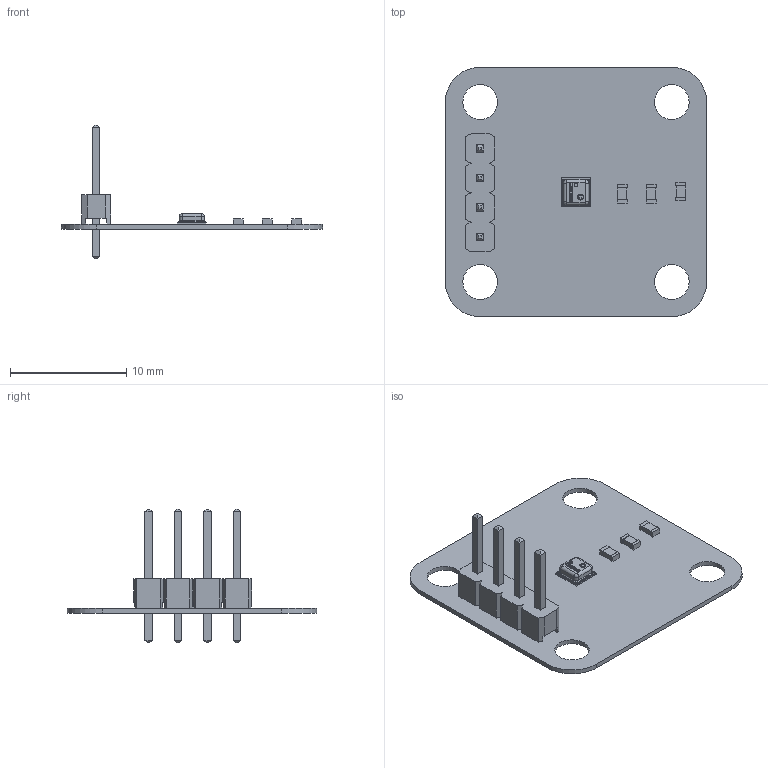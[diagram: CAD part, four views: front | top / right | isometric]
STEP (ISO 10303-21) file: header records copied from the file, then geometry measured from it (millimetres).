
FILE_DESCRIPTION(('Open CASCADE Model'),'2;1');
FILE_NAME('Open CASCADE Shape Model','2023-05-05T14:10:26',('Author'),( 'Open CASCADE'),'Open CASCADE STEP processor 7.5','Open CASCADE 7.5' ,'Unknown');
FILE_SCHEMA(('AUTOMOTIVE_DESIGN { 1 0 10303 214 1 1 1 1 }'));
Length unit declared in the file: millimetre
Products named in the file (15): PCB; Board; Open CASCADE STEP translator 7.5 4.1.1; P1; 65781; U1; User Library-Bosch_BME280; R9; SW3DPS-RESISTOR 0603-DEFAULT; C4; C3
Assembly tree (16 placements, depth 3):
  PCB
    Board
      Open CASCADE STEP translator 7.5 4.1.1
    P1
      65781
      65781
      65781
      65781
      65781
    U1
      User Library-Bosch_BME280
    R9
      SW3DPS-RESISTOR 0603-DEFAULT
    C4
      SW3DPS-RESISTOR 0603-DEFAULT
    C3
      SW3DPS-RESISTOR 0603-DEFAULT
Bounding box: 22.5 x 21.5 x 11.54 mm (x, y, z)
Volume: 257.8 mm3; surface area: 1242.1 mm2
Topology: 10 solids, 10 shells, 473 faces, 1198 edges, 780 vertices
Faces by surface type: plane 364, bspline 59, cylinder 42, torus 4, revolution 4
Full cylindrical faces by diameter (mm): 1.22 x4, 3 x4
Entity records: 16823 total; most frequent: CARTESIAN_POINT 4347, ORIENTED_EDGE 2252, DIRECTION 1910, EDGE_CURVE 1126, LINE 916, VECTOR 916, VERTEX_POINT 732, FACE_BOUND 496
